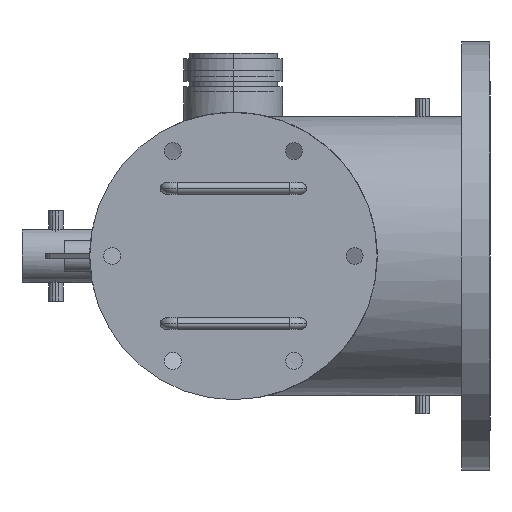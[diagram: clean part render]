
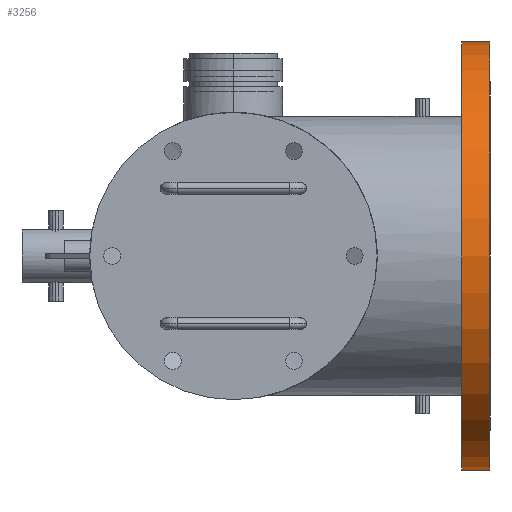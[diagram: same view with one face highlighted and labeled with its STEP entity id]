
A CAD part, left-side view. The second image highlights one B-rep face of the part: STEP entity #3256.
In plain terms, the highlighted cylindrical face has radius 241.3 mm (diameter 482.6 mm), a partial arc.
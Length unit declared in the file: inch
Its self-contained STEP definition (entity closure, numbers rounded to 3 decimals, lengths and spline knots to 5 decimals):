
#801 = CARTESIAN_POINT ( 'NONE',  ( 10.47, -11.38, -9.5 ) ) ;
#1022 = VERTEX_POINT ( 'NONE', #6022 ) ;
#1486 = EDGE_CURVE ( 'NONE', #1022, #11696, #1698, .T. ) ;
#1487 = VERTEX_POINT ( 'NONE', #801 ) ;
#1540 = CARTESIAN_POINT ( 'NONE',  ( 10.47, -11.38, 9.5 ) ) ;
#1698 = LINE ( 'NONE', #10198, #5389 ) ;
#1797 = AXIS2_PLACEMENT_3D ( 'NONE', #1892, #6852, #4902 ) ;
#1892 = CARTESIAN_POINT ( 'NONE',  ( 10.47, -10.13, 0. ) ) ;
#2333 = ORIENTED_EDGE ( 'NONE', *, *, #10563, .T. ) ;
#2482 = AXIS2_PLACEMENT_3D ( 'NONE', #9058, #5673, #8145 ) ;
#2542 = CIRCLE ( 'NONE', #3532, 9.5 ) ;
#2652 = DIRECTION ( 'NONE',  ( 0., 0., -1. ) ) ;
#2678 = EDGE_LOOP ( 'NONE', ( #11372, #2333, #2963, #2879 ) ) ;
#2879 = ORIENTED_EDGE ( 'NONE', *, *, #10661, .F. ) ;
#2963 = ORIENTED_EDGE ( 'NONE', *, *, #11387, .T. ) ;
#3256 = ADVANCED_FACE ( 'NONE', ( #6995 ), #5051, .T. ) ;
#3532 = AXIS2_PLACEMENT_3D ( 'NONE', #8333, #4421, #2652 ) ;
#4311 = LINE ( 'NONE', #4556, #8327 ) ;
#4421 = DIRECTION ( 'NONE',  ( 0., -1., 0. ) ) ;
#4556 = CARTESIAN_POINT ( 'NONE',  ( 10.47, -10.13, -9.5 ) ) ;
#4902 = DIRECTION ( 'NONE',  ( 0., 0., -1. ) ) ;
#5051 = CYLINDRICAL_SURFACE ( 'NONE', #2482, 9.5 ) ;
#5389 = VECTOR ( 'NONE', #9134, 39.37008 ) ;
#5673 = DIRECTION ( 'NONE',  ( 0., -1., 0. ) ) ;
#6022 = CARTESIAN_POINT ( 'NONE',  ( 10.47, -10.13, 9.5 ) ) ;
#6444 = CARTESIAN_POINT ( 'NONE',  ( 10.47, -10.13, -9.5 ) ) ;
#6468 = DIRECTION ( 'NONE',  ( 0., -1., 0. ) ) ;
#6852 = DIRECTION ( 'NONE',  ( 0., -1., 0. ) ) ;
#6995 = FACE_OUTER_BOUND ( 'NONE', #2678, .T. ) ;
#7599 = VERTEX_POINT ( 'NONE', #6444 ) ;
#8145 = DIRECTION ( 'NONE',  ( 0., 0., -1. ) ) ;
#8327 = VECTOR ( 'NONE', #6468, 39.37008 ) ;
#8333 = CARTESIAN_POINT ( 'NONE',  ( 10.47, -11.38, 0. ) ) ;
#9058 = CARTESIAN_POINT ( 'NONE',  ( 10.47, -10.13, 0. ) ) ;
#9134 = DIRECTION ( 'NONE',  ( 0., -1., 0. ) ) ;
#10198 = CARTESIAN_POINT ( 'NONE',  ( 10.47, -10.13, 9.5 ) ) ;
#10563 = EDGE_CURVE ( 'NONE', #1022, #7599, #11291, .T. ) ;
#10661 = EDGE_CURVE ( 'NONE', #11696, #1487, #2542, .T. ) ;
#11291 = CIRCLE ( 'NONE', #1797, 9.5 ) ;
#11372 = ORIENTED_EDGE ( 'NONE', *, *, #1486, .F. ) ;
#11387 = EDGE_CURVE ( 'NONE', #7599, #1487, #4311, .T. ) ;
#11696 = VERTEX_POINT ( 'NONE', #1540 ) ;
